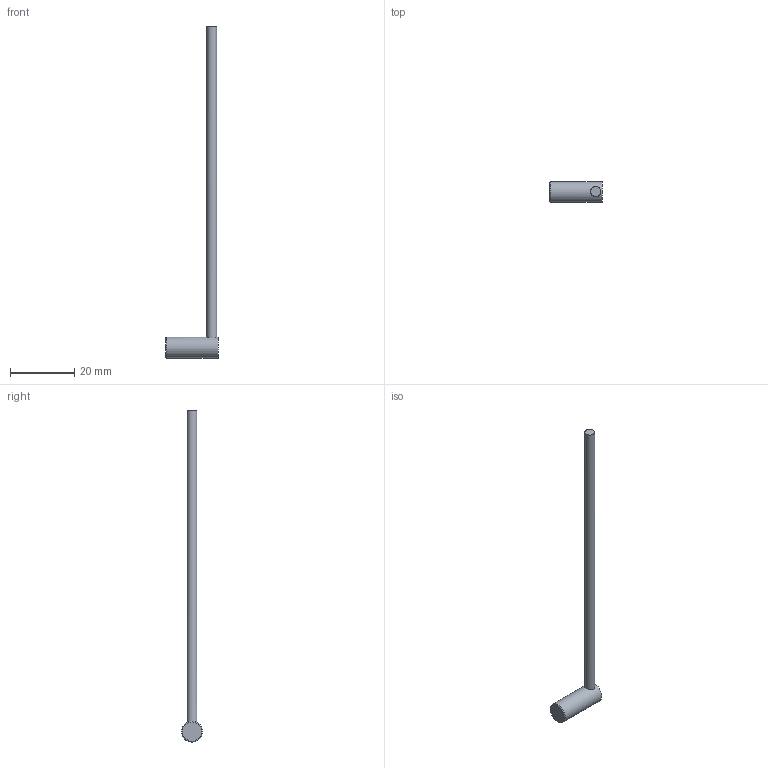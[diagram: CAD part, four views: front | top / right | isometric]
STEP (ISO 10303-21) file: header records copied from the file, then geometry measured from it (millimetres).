
FILE_DESCRIPTION(('FreeCAD Model'),'2;1');
FILE_NAME('DCCKR_65_V_02_PSK-K-TSL.step','2015-01-26T13:26:12',('FreeCAD' ),('FreeCAD'),'Open CASCADE STEP processor 6.7','FreeCAD','Unknown' );
FILE_SCHEMA(('AUTOMOTIVE_DESIGN_CC2 { 1 2 10303 214 -1 1 5 4 }'));
Length unit declared in the file: millimetre
Products named in the file (1): DCCKR_65_V_02_PSK-K_TSL
Bounding box: 16.3 x 6.5 x 103.49 mm (x, y, z)
Volume: 1273.3 mm3; surface area: 1343.2 mm2
Topology: 1 solids, 1 shells, 6 faces, 11 edges, 8 vertices
Faces by surface type: plane 3, cylinder 2, torus 1
Full cylindrical faces by diameter (mm): 3.1 x1, 6.5 x1
Entity records: 563 total; most frequent: CARTESIAN_POINT 292, DIRECTION 35, ORIENTED_EDGE 22, PCURVE 22, DEFINITIONAL_REPRESENTATION 22, B_SPLINE_CURVE_WITH_KNOTS 17, AXIS2_PLACEMENT_3D 13, EDGE_CURVE 11
